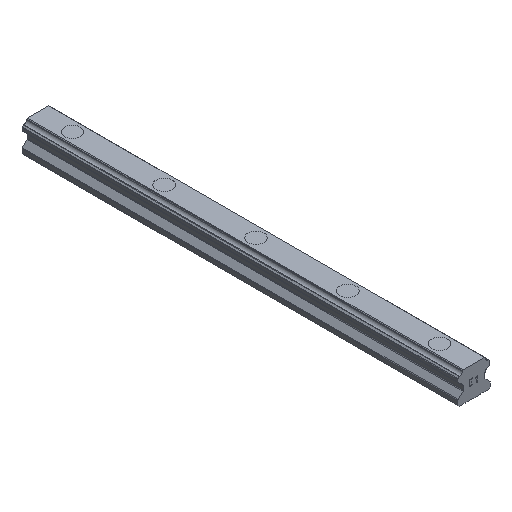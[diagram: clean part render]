
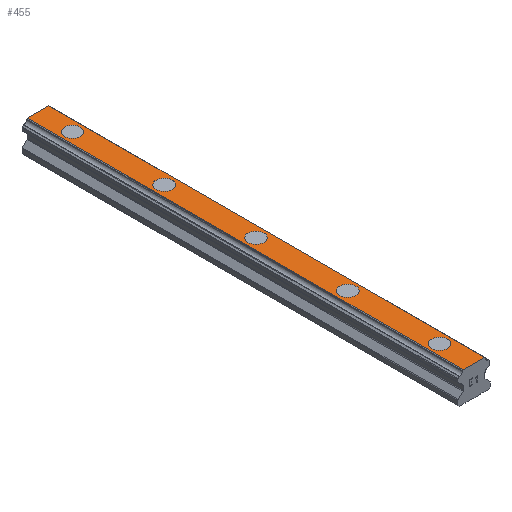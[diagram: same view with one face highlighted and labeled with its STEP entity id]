
A CAD part, isometric view. The second image highlights one B-rep face of the part: STEP entity #455.
In plain terms, the highlighted planar face has unit normal (0, 0, 1).
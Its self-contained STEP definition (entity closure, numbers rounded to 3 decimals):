
#455=ADVANCED_FACE('',(#942,#943,#944,#945,#946,#947),#948,.T.);
#942=FACE_BOUND('',#1449,.T.);
#943=FACE_BOUND('',#1450,.T.);
#944=FACE_BOUND('',#1451,.T.);
#945=FACE_BOUND('',#1452,.T.);
#946=FACE_BOUND('',#1453,.T.);
#947=FACE_OUTER_BOUND('',#1454,.T.);
#948=PLANE('',#1455);
#1449=EDGE_LOOP('',(#2795,#2796));
#1450=EDGE_LOOP('',(#2797,#2798));
#1451=EDGE_LOOP('',(#2799,#2800));
#1452=EDGE_LOOP('',(#2801,#2802));
#1453=EDGE_LOOP('',(#2803,#2804));
#1454=EDGE_LOOP('',(#2805,#2806,#2807,#2808));
#1455=AXIS2_PLACEMENT_3D('',#2809,#2810,#2811);
#2795=ORIENTED_EDGE('',*,*,#3052,.T.);
#2796=ORIENTED_EDGE('',*,*,#3453,.T.);
#2797=ORIENTED_EDGE('',*,*,#3042,.T.);
#2798=ORIENTED_EDGE('',*,*,#3459,.T.);
#2799=ORIENTED_EDGE('',*,*,#3032,.T.);
#2800=ORIENTED_EDGE('',*,*,#3465,.T.);
#2801=ORIENTED_EDGE('',*,*,#3022,.T.);
#2802=ORIENTED_EDGE('',*,*,#3471,.T.);
#2803=ORIENTED_EDGE('',*,*,#3012,.T.);
#2804=ORIENTED_EDGE('',*,*,#3477,.T.);
#2805=ORIENTED_EDGE('',*,*,#3427,.T.);
#2806=ORIENTED_EDGE('',*,*,#3534,.F.);
#2807=ORIENTED_EDGE('',*,*,#3291,.T.);
#2808=ORIENTED_EDGE('',*,*,#3532,.T.);
#2809=CARTESIAN_POINT('',(0.,380.0,26.));
#2810=DIRECTION('',(0.0,0.0,1.0));
#2811=DIRECTION('',(-1.0,0.0,0.0));
#3012=EDGE_CURVE('',#3596,#3593,#3597,.T.);
#3022=EDGE_CURVE('',#3614,#3611,#3615,.T.);
#3032=EDGE_CURVE('',#3632,#3629,#3633,.T.);
#3042=EDGE_CURVE('',#3650,#3647,#3651,.T.);
#3052=EDGE_CURVE('',#3668,#3665,#3669,.T.);
#3291=EDGE_CURVE('',#4032,#4030,#4033,.T.);
#3427=EDGE_CURVE('',#4259,#4257,#4260,.T.);
#3453=EDGE_CURVE('',#3665,#3668,#4309,.T.);
#3459=EDGE_CURVE('',#3647,#3650,#4315,.T.);
#3465=EDGE_CURVE('',#3629,#3632,#4321,.T.);
#3471=EDGE_CURVE('',#3611,#3614,#4327,.T.);
#3477=EDGE_CURVE('',#3593,#3596,#4333,.T.);
#3532=EDGE_CURVE('',#4030,#4259,#4388,.T.);
#3534=EDGE_CURVE('',#4032,#4257,#4390,.T.);
#3593=VERTEX_POINT('',#4451);
#3596=VERTEX_POINT('',#4455);
#3597=CIRCLE('',#4456,7.0);
#3611=VERTEX_POINT('',#4473);
#3614=VERTEX_POINT('',#4477);
#3615=CIRCLE('',#4478,7.0);
#3629=VERTEX_POINT('',#4495);
#3632=VERTEX_POINT('',#4499);
#3633=CIRCLE('',#4500,7.0);
#3647=VERTEX_POINT('',#4517);
#3650=VERTEX_POINT('',#4521);
#3651=CIRCLE('',#4522,7.0);
#3665=VERTEX_POINT('',#4539);
#3668=VERTEX_POINT('',#4543);
#3669=CIRCLE('',#4544,7.0);
#4030=VERTEX_POINT('',#5044);
#4032=VERTEX_POINT('',#5047);
#4033=LINE('',#5048,#5049);
#4257=VERTEX_POINT('',#5361);
#4259=VERTEX_POINT('',#5364);
#4260=LINE('',#5365,#5366);
#4309=CIRCLE('',#5428,7.0);
#4315=CIRCLE('',#5434,7.0);
#4321=CIRCLE('',#5440,7.0);
#4327=CIRCLE('',#5446,7.0);
#4333=CIRCLE('',#5452,7.0);
#4388=LINE('',#5532,#5533);
#4390=LINE('',#5535,#5536);
#4451=CARTESIAN_POINT('',(7.0,30.0,26.));
#4455=CARTESIAN_POINT('',(-7.0,30.0,26.));
#4456=AXIS2_PLACEMENT_3D('',#5617,#5618,#5619);
#4473=CARTESIAN_POINT('',(7.0,110.0,26.));
#4477=CARTESIAN_POINT('',(-7.0,110.0,26.));
#4478=AXIS2_PLACEMENT_3D('',#5633,#5634,#5635);
#4495=CARTESIAN_POINT('',(7.0,190.0,26.));
#4499=CARTESIAN_POINT('',(-7.0,190.0,26.));
#4500=AXIS2_PLACEMENT_3D('',#5649,#5650,#5651);
#4517=CARTESIAN_POINT('',(7.0,270.0,26.));
#4521=CARTESIAN_POINT('',(-7.0,270.0,26.));
#4522=AXIS2_PLACEMENT_3D('',#5665,#5666,#5667);
#4539=CARTESIAN_POINT('',(7.0,350.0,26.));
#4543=CARTESIAN_POINT('',(-7.0,350.0,26.));
#4544=AXIS2_PLACEMENT_3D('',#5681,#5682,#5683);
#5044=CARTESIAN_POINT('',(-9.342,380.0,26.));
#5047=CARTESIAN_POINT('',(9.342,380.0,26.));
#5048=CARTESIAN_POINT('',(9.342,380.0,26.));
#5049=VECTOR('',#5935,1.0);
#5361=CARTESIAN_POINT('',(9.342,0.0,26.));
#5364=CARTESIAN_POINT('',(-9.342,0.0,26.));
#5365=CARTESIAN_POINT('',(9.342,0.0,26.));
#5366=VECTOR('',#6091,1.0);
#5428=AXIS2_PLACEMENT_3D('',#6138,#6139,#6140);
#5434=AXIS2_PLACEMENT_3D('',#6147,#6148,#6149);
#5440=AXIS2_PLACEMENT_3D('',#6156,#6157,#6158);
#5446=AXIS2_PLACEMENT_3D('',#6165,#6166,#6167);
#5452=AXIS2_PLACEMENT_3D('',#6174,#6175,#6176);
#5532=CARTESIAN_POINT('',(-9.342,380.0,26.));
#5533=VECTOR('',#6208,1.0);
#5535=CARTESIAN_POINT('',(9.342,380.0,26.));
#5536=VECTOR('',#6209,1.0);
#5617=CARTESIAN_POINT('',(0.0,30.0,26.));
#5618=DIRECTION('',(0.0,0.0,-1.0));
#5619=DIRECTION('',(1.0,0.0,0.0));
#5633=CARTESIAN_POINT('',(0.0,110.0,26.));
#5634=DIRECTION('',(0.0,0.0,-1.0));
#5635=DIRECTION('',(1.0,0.0,0.0));
#5649=CARTESIAN_POINT('',(0.0,190.0,26.));
#5650=DIRECTION('',(0.0,0.0,-1.0));
#5651=DIRECTION('',(1.0,0.0,0.0));
#5665=CARTESIAN_POINT('',(0.0,270.0,26.));
#5666=DIRECTION('',(0.0,0.0,-1.0));
#5667=DIRECTION('',(1.0,0.0,0.0));
#5681=CARTESIAN_POINT('',(0.0,350.0,26.));
#5682=DIRECTION('',(0.0,0.0,-1.0));
#5683=DIRECTION('',(1.0,0.0,0.0));
#5935=DIRECTION('',(-1.0,0.0,0.0));
#6091=DIRECTION('',(1.0,0.0,0.0));
#6138=CARTESIAN_POINT('',(0.0,350.0,26.));
#6139=DIRECTION('',(0.0,0.0,-1.0));
#6140=DIRECTION('',(1.0,0.0,0.0));
#6147=CARTESIAN_POINT('',(0.0,270.0,26.));
#6148=DIRECTION('',(0.0,0.0,-1.0));
#6149=DIRECTION('',(1.0,0.0,0.0));
#6156=CARTESIAN_POINT('',(0.0,190.0,26.));
#6157=DIRECTION('',(0.0,0.0,-1.0));
#6158=DIRECTION('',(1.0,0.0,0.0));
#6165=CARTESIAN_POINT('',(0.0,110.0,26.));
#6166=DIRECTION('',(0.0,0.0,-1.0));
#6167=DIRECTION('',(1.0,0.0,0.0));
#6174=CARTESIAN_POINT('',(0.0,30.0,26.));
#6175=DIRECTION('',(0.0,0.0,-1.0));
#6176=DIRECTION('',(1.0,0.0,0.0));
#6208=DIRECTION('',(0.0,-1.0,0.0));
#6209=DIRECTION('',(0.0,-1.0,0.0));
